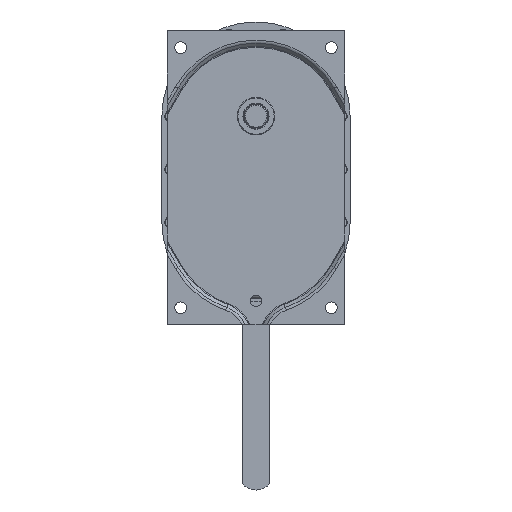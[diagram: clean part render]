
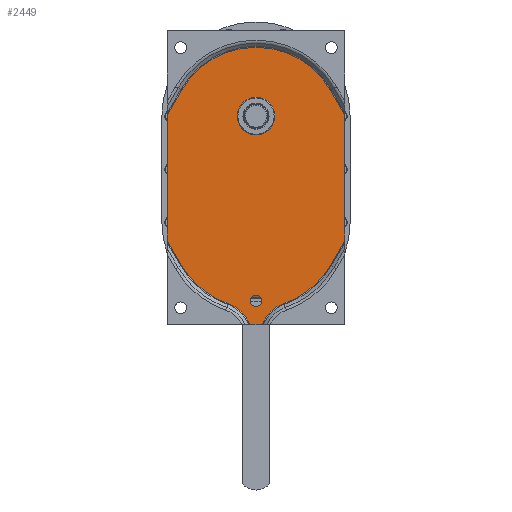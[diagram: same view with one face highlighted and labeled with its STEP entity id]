
A CAD part, left-side view. The second image highlights one B-rep face of the part: STEP entity #2449.
In plain terms, the highlighted face is planar.
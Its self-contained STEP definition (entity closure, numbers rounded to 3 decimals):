
#2449=ADVANCED_FACE('',(#5446,#5447,#5448),#5449,.F.);
#5446=FACE_OUTER_BOUND('',#11027,.T.);
#5447=FACE_BOUND('',#11028,.T.);
#5448=FACE_BOUND('',#11029,.T.);
#5449=PLANE('',#11030);
#11027=EDGE_LOOP('',(#18709,#18710,#18711,#18712,#18713,#18714,#18715,#18716,#18717,#18718,#18719,#18720));
#11028=EDGE_LOOP('',(#18721));
#11029=EDGE_LOOP('',(#18722));
#11030=AXIS2_PLACEMENT_3D('',#18723,#18724,#18725);
#18709=ORIENTED_EDGE('',*,*,#23578,.F.);
#18710=ORIENTED_EDGE('',*,*,#23201,.T.);
#18711=ORIENTED_EDGE('',*,*,#24626,.F.);
#18712=ORIENTED_EDGE('',*,*,#23807,.T.);
#18713=ORIENTED_EDGE('',*,*,#24830,.F.);
#18714=ORIENTED_EDGE('',*,*,#24831,.T.);
#18715=ORIENTED_EDGE('',*,*,#24832,.T.);
#18716=ORIENTED_EDGE('',*,*,#22800,.T.);
#18717=ORIENTED_EDGE('',*,*,#24833,.T.);
#18718=ORIENTED_EDGE('',*,*,#24233,.T.);
#18719=ORIENTED_EDGE('',*,*,#24834,.F.);
#18720=ORIENTED_EDGE('',*,*,#24835,.T.);
#18721=ORIENTED_EDGE('',*,*,#24457,.T.);
#18722=ORIENTED_EDGE('',*,*,#22942,.F.);
#18723=CARTESIAN_POINT('',(0.,0.,7.));
#18724=DIRECTION('',(0.,0.,1.));
#18725=DIRECTION('',(1.,0.,0.));
#22800=EDGE_CURVE('',#26541,#26539,#26542,.T.);
#22942=EDGE_CURVE('',#26772,#26772,#26773,.T.);
#23201=EDGE_CURVE('',#27214,#27215,#27216,.T.);
#23578=EDGE_CURVE('',#27214,#27816,#27817,.T.);
#23807=EDGE_CURVE('',#28171,#28169,#28172,.T.);
#24233=EDGE_CURVE('',#28767,#28768,#28769,.T.);
#24457=EDGE_CURVE('',#29079,#29079,#29080,.T.);
#24626=EDGE_CURVE('',#28171,#27215,#29294,.T.);
#24830=EDGE_CURVE('',#29552,#28169,#29553,.T.);
#24831=EDGE_CURVE('',#29552,#29554,#29555,.T.);
#24832=EDGE_CURVE('',#29554,#26541,#29556,.T.);
#24833=EDGE_CURVE('',#26539,#28767,#29557,.T.);
#24834=EDGE_CURVE('',#29558,#28768,#29559,.T.);
#24835=EDGE_CURVE('',#29558,#27816,#29560,.T.);
#26539=VERTEX_POINT('',#36480);
#26541=VERTEX_POINT('',#36530);
#26542=LINE('',#36531,#36532);
#26772=VERTEX_POINT('',#37812);
#26773=CIRCLE('',#37813,27.5);
#27214=VERTEX_POINT('',#40240);
#27215=VERTEX_POINT('',#40241);
#27216=CIRCLE('',#40242,125.601);
#27816=VERTEX_POINT('',#44877);
#27817=LINE('',#44878,#44879);
#28169=VERTEX_POINT('',#47306);
#28171=VERTEX_POINT('',#47308);
#28172=LINE('',#47309,#47310);
#28767=VERTEX_POINT('',#51197);
#28768=VERTEX_POINT('',#51198);
#28769=CIRCLE('',#51199,125.601);
#29079=VERTEX_POINT('',#52883);
#29080=CIRCLE('',#52884,8.5);
#29294=LINE('',#53784,#53785);
#29552=VERTEX_POINT('',#54706);
#29553=LINE('',#54707,#54708);
#29554=VERTEX_POINT('',#54709);
#29555=CIRCLE('',#54710,125.601);
#29556=CIRCLE('',#54711,50.899);
#29557=CIRCLE('',#54712,50.899);
#29558=VERTEX_POINT('',#54713);
#29559=LINE('',#54714,#54715);
#29560=LINE('',#54716,#54717);
#36480=CARTESIAN_POINT('',(120.66,0.,7.));
#36530=CARTESIAN_POINT('',(139.34,0.,7.));
#36531=CARTESIAN_POINT('',(0.,0.,7.));
#36532=VECTOR('',#59527,1.);
#37812=CARTESIAN_POINT('',(102.5,305.,7.));
#37813=AXIS2_PLACEMENT_3D('',#59706,#59707,#59708);
#40240=CARTESIAN_POINT('',(21.227,342.8,7.));
#40241=CARTESIAN_POINT('',(238.773,342.8,7.));
#40242=AXIS2_PLACEMENT_3D('',#59975,#59976,#59977);
#44877=CARTESIAN_POINT('',(0.,306.034,7.));
#44878=CARTESIAN_POINT('',(-176.689,0.,7.));
#44879=VECTOR('',#60377,1.);
#47306=CARTESIAN_POINT('',(260.,123.966,7.));
#47308=CARTESIAN_POINT('',(260.,306.034,7.));
#47309=CARTESIAN_POINT('',(260.,0.,7.));
#47310=VECTOR('',#60651,1.);
#51197=CARTESIAN_POINT('',(89.193,31.213,7.));
#51198=CARTESIAN_POINT('',(21.227,87.2,7.));
#51199=AXIS2_PLACEMENT_3D('',#61068,#61069,#61070);
#52883=CARTESIAN_POINT('',(138.5,35.,7.));
#52884=AXIS2_PLACEMENT_3D('',#61304,#61305,#61306);
#53784=CARTESIAN_POINT('',(436.689,0.,7.));
#53785=VECTOR('',#61511,1.);
#54706=CARTESIAN_POINT('',(238.773,87.2,7.));
#54707=CARTESIAN_POINT('',(188.428,0.,7.));
#54708=VECTOR('',#61750,1.);
#54709=CARTESIAN_POINT('',(170.807,31.213,7.));
#54710=AXIS2_PLACEMENT_3D('',#61751,#61752,#61753);
#54711=AXIS2_PLACEMENT_3D('',#61754,#61755,#61756);
#54712=AXIS2_PLACEMENT_3D('',#61757,#61758,#61759);
#54713=CARTESIAN_POINT('',(0.,123.966,7.));
#54714=CARTESIAN_POINT('',(71.572,0.,7.));
#54715=VECTOR('',#61760,1.);
#54716=CARTESIAN_POINT('',(0.,0.,7.));
#54717=VECTOR('',#61761,1.);
#59527=DIRECTION('',(-1.,0.,0.));
#59706=CARTESIAN_POINT('',(130.,305.,7.));
#59707=DIRECTION('',(0.,0.,-1.));
#59708=DIRECTION('',(-1.,0.,0.));
#59975=CARTESIAN_POINT('',(130.,280.,7.));
#59976=DIRECTION('',(0.,0.,-1.));
#59977=DIRECTION('',(-1.,0.,0.));
#60377=DIRECTION('',(-0.5,-0.866,0.));
#60651=DIRECTION('',(0.,-1.,0.));
#61068=CARTESIAN_POINT('',(130.,150.,7.));
#61069=DIRECTION('',(0.,0.,-1.));
#61070=DIRECTION('',(-1.,0.,0.));
#61304=CARTESIAN_POINT('',(130.,35.,7.));
#61305=DIRECTION('',(0.,0.,1.));
#61306=DIRECTION('',(1.,0.,0.));
#61511=DIRECTION('',(-0.5,0.866,0.));
#61750=DIRECTION('',(0.5,0.866,0.));
#61751=CARTESIAN_POINT('',(130.,150.,7.));
#61752=DIRECTION('',(0.,0.,-1.));
#61753=DIRECTION('',(-1.,0.,0.));
#61754=CARTESIAN_POINT('',(187.344,-16.925,7.));
#61755=DIRECTION('',(0.,0.,1.));
#61756=DIRECTION('',(1.,0.,0.));
#61757=CARTESIAN_POINT('',(72.656,-16.925,7.));
#61758=DIRECTION('',(0.,0.,1.));
#61759=DIRECTION('',(1.,0.,0.));
#61760=DIRECTION('',(0.5,-0.866,0.));
#61761=DIRECTION('',(0.,1.,0.));
